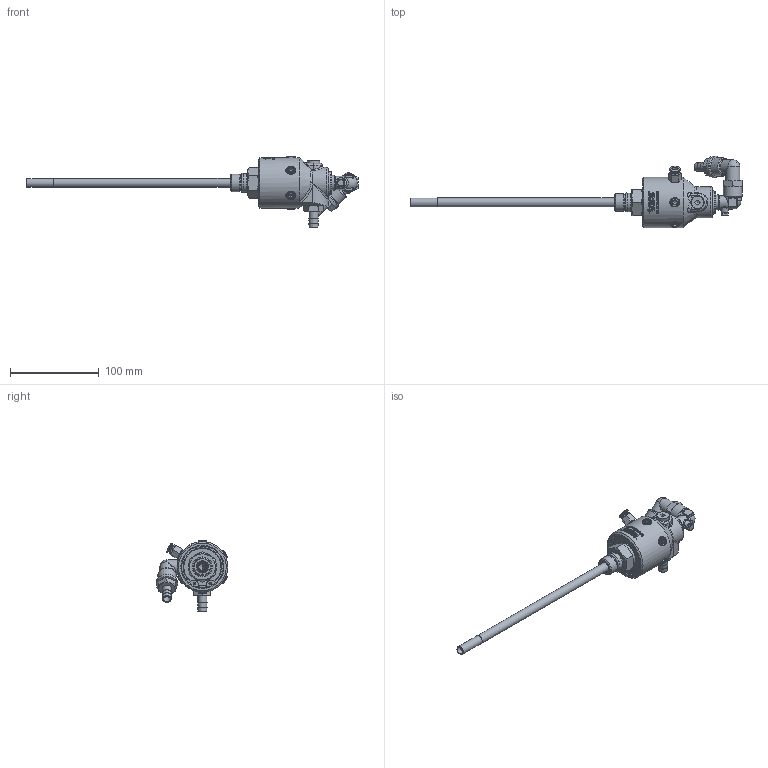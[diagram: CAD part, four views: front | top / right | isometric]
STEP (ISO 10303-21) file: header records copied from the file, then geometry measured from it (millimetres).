
FILE_DESCRIPTION((''),'2;1');
FILE_NAME('157-269-136-IC_RevC.stp','2015-10-16T09:33:45',('cdunkel'),(''),'Autodesk Inventor 2013','Autodesk Inventor 2013','');
FILE_SCHEMA(('CONFIG_CONTROL_DESIGN'));
Length unit declared in the file: millimetre
Products named in the file (1): 157-269-136-IC
Bounding box: 374.5 x 80.5 x 80.5 mm (x, y, z)
Volume: 193675.8 mm3; surface area: 63843.3 mm2
Topology: 2 solids, 5 shells, 967 faces, 2429 edges, 1555 vertices
Faces by surface type: plane 407, bspline 262, cylinder 150, cone 116, torus 27, sphere 5
Full cylindrical faces by diameter (mm): 2.48 x2, 3.621 x1, 4 x2, 4.6 x1, 5 x1, 5.9 x1, 6 x1, 6.274 x5, 7.5 x3, 8 x1, 8.4 x1, 8.566 x1, 9.5 x1, 9.9 x1, 10 x8, 12 x1, 12.4 x1, 12.7 x1, 13.889 x1, 14 x1, 14.95 x3, 15 x2, 16 x2, 16.662 x1, 17.7 x2, 19.05 x1, 20 x1, 20.5 x1, 20.8 x1, 21 x2
Entity records: 34723 total; most frequent: CARTESIAN_POINT 13805, ORIENTED_EDGE 4376, DIRECTION 3675, EDGE_CURVE 2188, VERTEX_POINT 1477, AXIS2_PLACEMENT_3D 1465, EDGE_LOOP 1235, FACE_OUTER_BOUND 966
